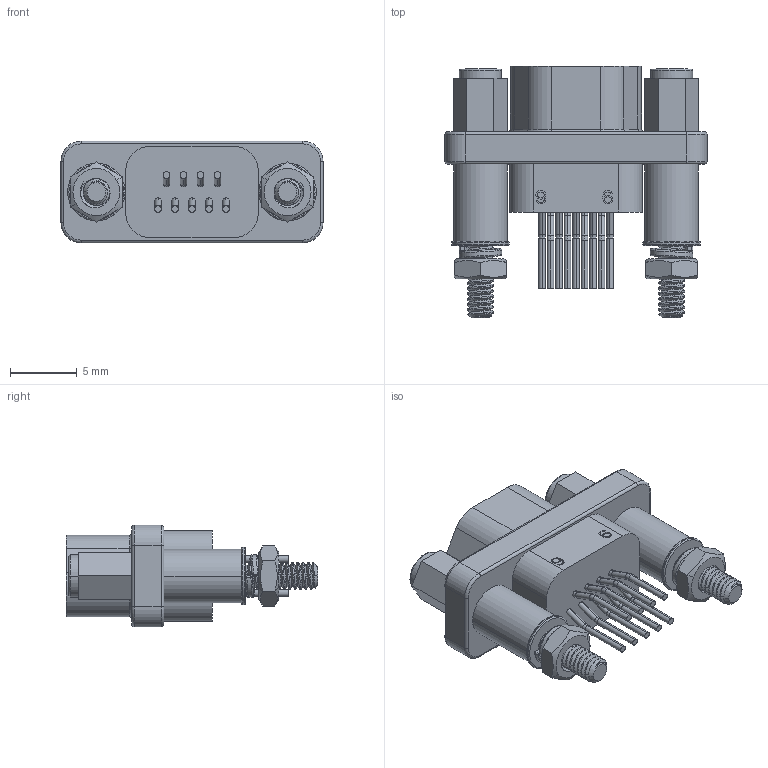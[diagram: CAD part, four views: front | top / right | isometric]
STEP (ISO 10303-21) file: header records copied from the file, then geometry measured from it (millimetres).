
FILE_DESCRIPTION((''),'2;1');
FILE_NAME('FMD003-F009SDXX-XX_ASM_ASM','2023-08-16T',('gongcheng6'),(''),'PRO/ENGINEER BY PARAMETRIC TECHNOLOGY CORPORATION, 2010280','PRO/ENGINEER BY PARAMETRIC TECHNOLOGY CORPORATION, 2010280','');
FILE_SCHEMA(('CONFIG_CONTROL_DESIGN'));
Products named in the file (29): ZHUTI-9_5; MANIFOLD_SOLID_BREP_19780; MANIFOLD_SOLID_BREP_30884; LUOSI-9_5_ASM; MANIFOLD_SOLID_BREP_31178; MANIFOLD_SOLID_BREP_31444; TAOTONG-9_3_ASM; MANIFOLD_SOLID_BREP_31739; MANIFOLD_SOLID_BREP_32005; DIANPIAN-9_3_ASM; MANIFOLD_SOLID_BREP_35745; MANIFOLD_SOLID_BREP_39283; TANHUANGDIANQUAN-9_3_ASM; MANIFOLD_SOLID_BREP_41483; MANIFOLD_SOLID_BREP_43479; LUOMU-9_3_ASM; MANIFOLD_SOLID_BREP_44010; MANIFOLD_SOLID_BREP_44513; MANIFOLD_SOLID_BREP_45016; MANIFOLD_SOLID_BREP_45519; MANIFOLD_SOLID_BREP_46022; PINZHEN-9-1_2_ASM; MANIFOLD_SOLID_BREP_46554; MANIFOLD_SOLID_BREP_47057; MANIFOLD_SOLID_BREP_47560; MANIFOLD_SOLID_BREP_48063; PINZHEN-9-2_2_ASM; FMD003-F009SDXX-XX_ASM_12_ASM; FMD003-F009SDXX-XX_ASM_ASM
Assembly tree (28 placements, depth 4):
  FMD003-F009SDXX-XX_ASM_ASM
    FMD003-F009SDXX-XX_ASM_12_ASM
      ZHUTI-9_5
      LUOSI-9_5_ASM
        MANIFOLD_SOLID_BREP_19780
        MANIFOLD_SOLID_BREP_30884
      TAOTONG-9_3_ASM
        MANIFOLD_SOLID_BREP_31178
        MANIFOLD_SOLID_BREP_31444
      DIANPIAN-9_3_ASM
        MANIFOLD_SOLID_BREP_31739
        MANIFOLD_SOLID_BREP_32005
      TANHUANGDIANQUAN-9_3_ASM
        MANIFOLD_SOLID_BREP_35745
        MANIFOLD_SOLID_BREP_39283
      LUOMU-9_3_ASM
        MANIFOLD_SOLID_BREP_41483
        MANIFOLD_SOLID_BREP_43479
      PINZHEN-9-1_2_ASM
        MANIFOLD_SOLID_BREP_44010
        MANIFOLD_SOLID_BREP_44513
        MANIFOLD_SOLID_BREP_45016
        MANIFOLD_SOLID_BREP_45519
        MANIFOLD_SOLID_BREP_46022
      PINZHEN-9-2_2_ASM
        MANIFOLD_SOLID_BREP_46554
        MANIFOLD_SOLID_BREP_47057
        MANIFOLD_SOLID_BREP_47560
        MANIFOLD_SOLID_BREP_48063
Bounding box: 19.6 x 18.8 x 7.6 mm (x, y, z)
Volume: 943.2 mm3; surface area: 2163.2 mm2
Topology: 20 solids, 20 shells, 858 faces, 2188 edges, 1397 vertices
Faces by surface type: cylinder 329, plane 297, bspline 95, torus 72, cone 46, sphere 15, extrusion 4
Entity records: 49778 total; most frequent: CARTESIAN_POINT 29128, ORIENTED_EDGE 4338, DIRECTION 4002, EDGE_CURVE 2169, AXIS2_PLACEMENT_3D 1471, VERTEX_POINT 1397, VECTOR 1060, LINE 1056
